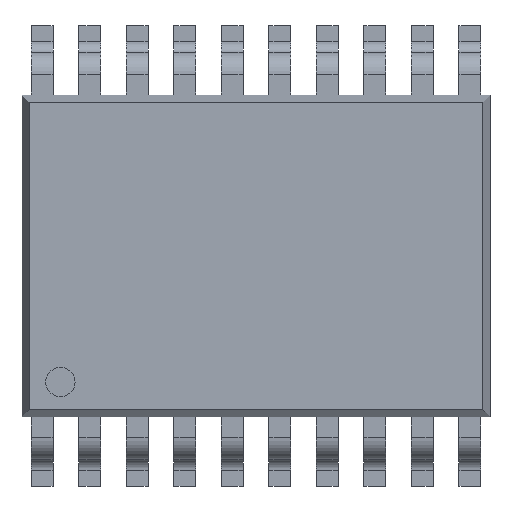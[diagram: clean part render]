
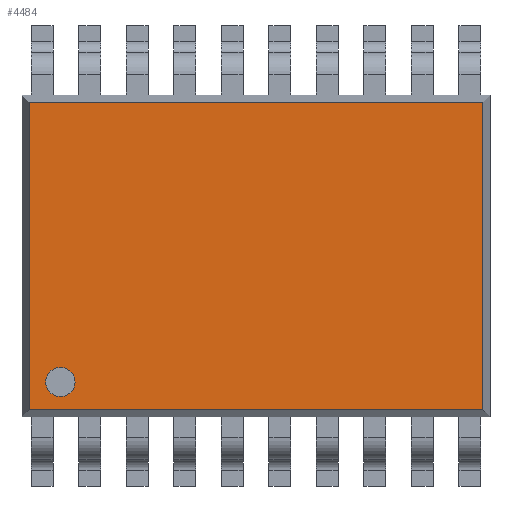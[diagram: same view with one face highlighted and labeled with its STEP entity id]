
A CAD part, top view. The second image highlights one B-rep face of the part: STEP entity #4484.
In plain terms, the highlighted planar face has unit normal (0, 0, 1).
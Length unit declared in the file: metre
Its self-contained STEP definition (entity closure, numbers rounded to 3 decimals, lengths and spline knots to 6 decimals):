
#303=CIRCLE('',#5168,0.0002);
#1521=ORIENTED_EDGE('',*,*,#2177,.T.);
#1522=ORIENTED_EDGE('',*,*,#2178,.T.);
#1523=ORIENTED_EDGE('',*,*,#2179,.T.);
#1524=ORIENTED_EDGE('',*,*,#2180,.T.);
#1525=ORIENTED_EDGE('',*,*,#2181,.T.);
#2177=EDGE_CURVE('',#2603,#2604,#3065,.T.);
#2178=EDGE_CURVE('',#2604,#2605,#3066,.T.);
#2179=EDGE_CURVE('',#2605,#2606,#3067,.T.);
#2180=EDGE_CURVE('',#2606,#2603,#3068,.T.);
#2181=EDGE_CURVE('',#2607,#2607,#303,.F.);
#2603=VERTEX_POINT('',#7814);
#2604=VERTEX_POINT('',#7815);
#2605=VERTEX_POINT('',#7817);
#2606=VERTEX_POINT('',#7819);
#2607=VERTEX_POINT('',#7822);
#3065=LINE('',#7813,#3533);
#3066=LINE('',#7816,#3534);
#3067=LINE('',#7818,#3535);
#3068=LINE('',#7820,#3536);
#3533=VECTOR('',#6485,1.);
#3534=VECTOR('',#6486,1.);
#3535=VECTOR('',#6487,1.);
#3536=VECTOR('',#6488,1.);
#3793=EDGE_LOOP('',(#1521,#1522,#1523,#1524));
#3794=EDGE_LOOP('',(#1525));
#4051=FACE_BOUND('',#3793,.T.);
#4052=FACE_BOUND('',#3794,.T.);
#4229=PLANE('',#5167);
#4484=ADVANCED_FACE('',(#4051,#4052),#4229,.T.);
#5167=AXIS2_PLACEMENT_3D('',#7812,#6483,#6484);
#5168=AXIS2_PLACEMENT_3D('',#7821,#6489,#6490);
#6483=DIRECTION('',(0.,0.,1.));
#6484=DIRECTION('',(1.,0.,0.));
#6485=DIRECTION('',(0.,1.,0.));
#6486=DIRECTION('',(-1.,0.,0.));
#6487=DIRECTION('',(0.,-1.,0.));
#6488=DIRECTION('',(1.,0.,0.));
#6489=DIRECTION('',(0.,0.,1.));
#6490=DIRECTION('',(1.,0.,0.));
#7812=CARTESIAN_POINT('',(0.,0.,0.001));
#7813=CARTESIAN_POINT('',(0.0031,0.,0.001));
#7814=CARTESIAN_POINT('',(0.0031,-0.0021,0.001));
#7815=CARTESIAN_POINT('',(0.0031,0.0021,0.001));
#7816=CARTESIAN_POINT('',(0.,0.0021,0.001));
#7817=CARTESIAN_POINT('',(-0.0031,0.0021,0.001));
#7818=CARTESIAN_POINT('',(-0.0031,-0.0022,0.001));
#7819=CARTESIAN_POINT('',(-0.0031,-0.0021,0.001));
#7820=CARTESIAN_POINT('',(0.0032,-0.0021,0.001));
#7821=CARTESIAN_POINT('',(-0.002675,-0.001725,0.001));
#7822=CARTESIAN_POINT('',(-0.002475,-0.001725,0.001));
